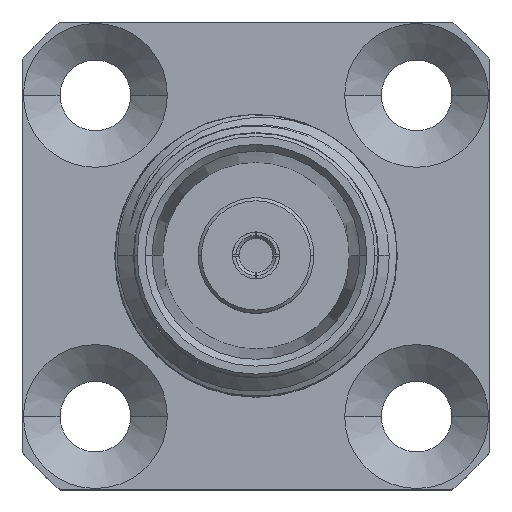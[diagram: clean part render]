
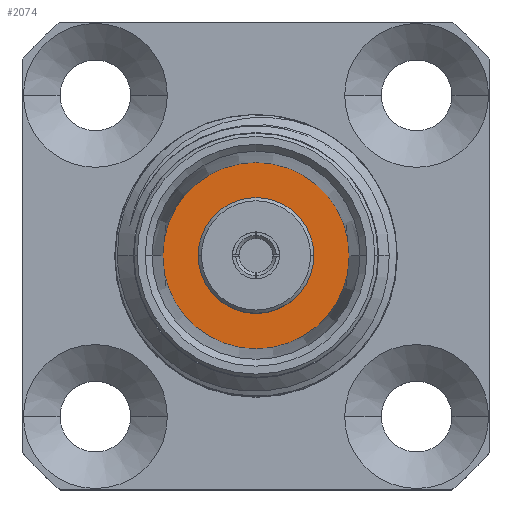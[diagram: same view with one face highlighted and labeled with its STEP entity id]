
A CAD part, top view. The second image highlights one B-rep face of the part: STEP entity #2074.
In plain terms, the highlighted planar face has unit normal (0, 0, 1).
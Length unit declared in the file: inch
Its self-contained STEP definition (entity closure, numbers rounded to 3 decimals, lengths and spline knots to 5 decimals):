
#8 = CARTESIAN_POINT ( 'NONE',  ( 0.14521, 0., 0.31774 ) ) ;
#120 = VERTEX_POINT ( 'NONE', #550 ) ;
#139 = DIRECTION ( 'NONE',  ( 1., 0., 0. ) ) ;
#550 = CARTESIAN_POINT ( 'NONE',  ( -0.14521, 0., 0.31774 ) ) ;
#658 = DIRECTION ( 'NONE',  ( 0., 0., 1. ) ) ;
#714 = DIRECTION ( 'NONE',  ( 0., 0., 1. ) ) ;
#732 = CARTESIAN_POINT ( 'NONE',  ( 0., 0., 0.31774 ) ) ;
#802 = AXIS2_PLACEMENT_3D ( 'NONE', #4340, #828, #2730 ) ;
#828 = DIRECTION ( 'NONE',  ( 0., 0., 1. ) ) ;
#1066 = CIRCLE ( 'NONE', #3429, 0.09 ) ;
#1157 = EDGE_LOOP ( 'NONE', ( #1847, #3960 ) ) ;
#1308 = DIRECTION ( 'NONE',  ( 0., 0., 1. ) ) ;
#1559 = VERTEX_POINT ( 'NONE', #4709 ) ;
#1616 = EDGE_CURVE ( 'NONE', #2223, #120, #2570, .T. ) ;
#1703 = EDGE_CURVE ( 'NONE', #120, #2223, #4776, .T. ) ;
#1847 = ORIENTED_EDGE ( 'NONE', *, *, #2812, .F. ) ;
#2036 = AXIS2_PLACEMENT_3D ( 'NONE', #732, #714, #3759 ) ;
#2074 = ADVANCED_FACE ( 'NONE', ( #2444, #2676 ), #2284, .T. ) ;
#2223 = VERTEX_POINT ( 'NONE', #8 ) ;
#2284 = PLANE ( 'NONE',  #2036 ) ;
#2444 = FACE_BOUND ( 'NONE', #1157, .T. ) ;
#2474 = CARTESIAN_POINT ( 'NONE',  ( 0., 0., 0.31774 ) ) ;
#2487 = AXIS2_PLACEMENT_3D ( 'NONE', #2900, #658, #4773 ) ;
#2570 = CIRCLE ( 'NONE', #802, 0.14521 ) ;
#2607 = AXIS2_PLACEMENT_3D ( 'NONE', #2474, #1308, #4006 ) ;
#2676 = FACE_OUTER_BOUND ( 'NONE', #3477, .T. ) ;
#2715 = CARTESIAN_POINT ( 'NONE',  ( 0.09, 0., 0.31774 ) ) ;
#2730 = DIRECTION ( 'NONE',  ( 1., 0., 0. ) ) ;
#2812 = EDGE_CURVE ( 'NONE', #1559, #4256, #1066, .T. ) ;
#2900 = CARTESIAN_POINT ( 'NONE',  ( 0., 0., 0.31774 ) ) ;
#3100 = DIRECTION ( 'NONE',  ( 0., 0., 1. ) ) ;
#3232 = EDGE_CURVE ( 'NONE', #4256, #1559, #3925, .T. ) ;
#3429 = AXIS2_PLACEMENT_3D ( 'NONE', #4247, #3100, #139 ) ;
#3477 = EDGE_LOOP ( 'NONE', ( #4669, #4522 ) ) ;
#3759 = DIRECTION ( 'NONE',  ( 1., 0., 0. ) ) ;
#3925 = CIRCLE ( 'NONE', #2487, 0.09 ) ;
#3960 = ORIENTED_EDGE ( 'NONE', *, *, #3232, .F. ) ;
#4006 = DIRECTION ( 'NONE',  ( 1., 0., 0. ) ) ;
#4247 = CARTESIAN_POINT ( 'NONE',  ( 0., 0., 0.31774 ) ) ;
#4256 = VERTEX_POINT ( 'NONE', #2715 ) ;
#4340 = CARTESIAN_POINT ( 'NONE',  ( 0., 0., 0.31774 ) ) ;
#4522 = ORIENTED_EDGE ( 'NONE', *, *, #1703, .T. ) ;
#4669 = ORIENTED_EDGE ( 'NONE', *, *, #1616, .T. ) ;
#4709 = CARTESIAN_POINT ( 'NONE',  ( -0.09, 0., 0.31774 ) ) ;
#4773 = DIRECTION ( 'NONE',  ( 1., 0., 0. ) ) ;
#4776 = CIRCLE ( 'NONE', #2607, 0.14521 ) ;
